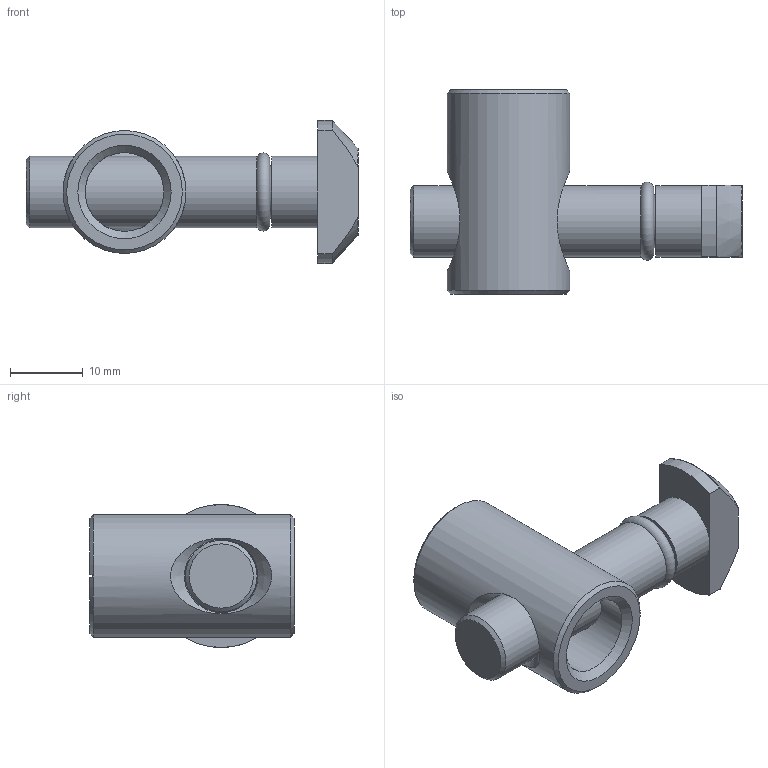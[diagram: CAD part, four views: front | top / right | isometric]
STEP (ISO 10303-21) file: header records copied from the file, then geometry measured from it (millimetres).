
FILE_DESCRIPTION(('FreeCAD Model'),'2;1');
FILE_NAME('Open CASCADE Shape Model','2024-03-19T16:45:48',(''),(''), 'Open CASCADE STEP processor 7.6','FreeCAD','Unknown');
FILE_SCHEMA(('AUTOMOTIVE_DESIGN { 1 0 10303 214 1 1 1 1 }'));
Length unit declared in the file: millimetre
Products named in the file (5): STB10-JSR10; 099B10171090_17; 099B10171090_5; 099B10171090_1; 099B10171090_8
Assembly tree (4 placements, depth 2):
  STB10-JSR10
    099B10171090_17
    099B10171090_5
    099B10171090_1
    099B10171090_8
Bounding box: 45.5 x 28 x 19.6 mm (x, y, z)
Volume: 8037 mm3; surface area: 5226.5 mm2
Topology: 4 solids, 4 shells, 62 faces, 151 edges, 94 vertices
Faces by surface type: plane 32, cone 12, cylinder 10, torus 7, sphere 1
Full cylindrical faces by diameter (mm): 7.2 x1, 9.8 x2, 10.05 x2, 10.79 x1, 12 x1, 16.85 x1
Entity records: 5751 total; most frequent: CARTESIAN_POINT 2740, DIRECTION 508, ORIENTED_EDGE 300, PCURVE 300, DEFINITIONAL_REPRESENTATION 300, LINE 263, VECTOR 263, EDGE_CURVE 150
